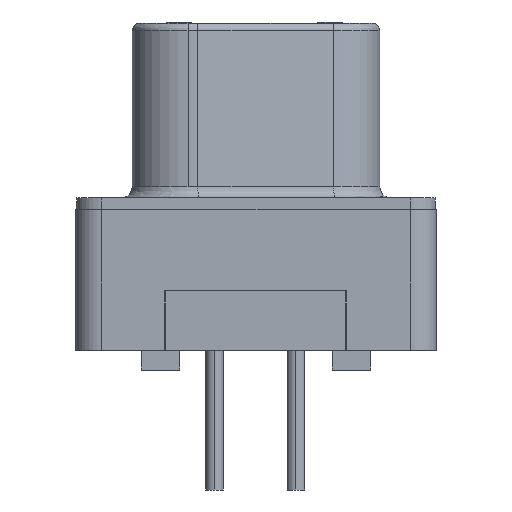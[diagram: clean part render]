
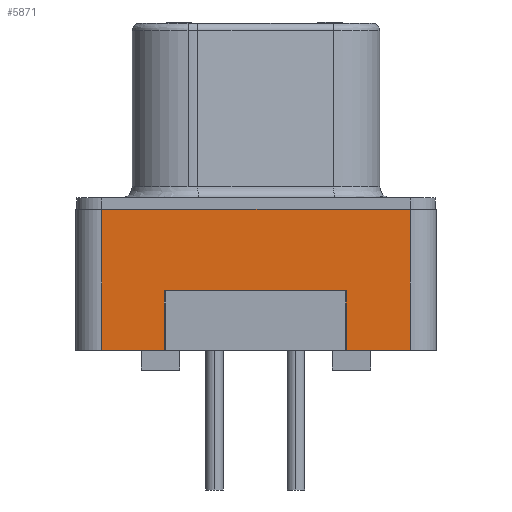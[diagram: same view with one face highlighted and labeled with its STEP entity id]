
A CAD part, left-side view. The second image highlights one B-rep face of the part: STEP entity #5871.
In plain terms, the highlighted planar face has unit normal (-1, 0, 0).
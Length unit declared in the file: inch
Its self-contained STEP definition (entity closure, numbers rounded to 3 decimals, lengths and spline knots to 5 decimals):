
#1915 = CARTESIAN_POINT ( 'NONE',  ( -0.001, 0.373, -0.21 ) ) ;
#1916 = DIRECTION ( 'NONE',  ( 0., 0., -1. ) ) ;
#1917 = VECTOR ( 'NONE', #1916, 39.37008 ) ;
#1918 = CARTESIAN_POINT ( 'NONE',  ( -0.001, 0.373, -0.21 ) ) ;
#1919 = LINE ( 'NONE', #1918, #1917 ) ;
#1920 = CARTESIAN_POINT ( 'NONE',  ( -0.001, 0.373, -0.128 ) ) ;
#1937 = CARTESIAN_POINT ( 'NONE',  ( -0.001, 0.123, -0.128 ) ) ;
#1938 = CARTESIAN_POINT ( 'NONE',  ( -0.001, 0.123, -0.21 ) ) ;
#1939 = DIRECTION ( 'NONE',  ( 0., 0., 1. ) ) ;
#1940 = VECTOR ( 'NONE', #1939, 39.37008 ) ;
#1941 = CARTESIAN_POINT ( 'NONE',  ( -0.001, 0.123, -0.21 ) ) ;
#1942 = LINE ( 'NONE', #1941, #1940 ) ;
#1978 = DIRECTION ( 'NONE',  ( 0., 0., 1. ) ) ;
#1979 = VECTOR ( 'NONE', #1978, 39.37008 ) ;
#1980 = CARTESIAN_POINT ( 'NONE',  ( -0.001, 0.459, -0.21 ) ) ;
#1981 = LINE ( 'NONE', #1980, #1979 ) ;
#1984 = CARTESIAN_POINT ( 'NONE',  ( -0.001, 0.459, -0.21 ) ) ;
#2365 = DIRECTION ( 'NONE',  ( 0., 1., 0. ) ) ;
#2366 = VECTOR ( 'NONE', #2365, 39.37008 ) ;
#2392 = CARTESIAN_POINT ( 'NONE',  ( -0.001, 0.035, -0.128 ) ) ;
#2393 = LINE ( 'NONE', #2392, #2366 ) ;
#2395 = DIRECTION ( 'NONE',  ( 0., 0., -1. ) ) ;
#2396 = VECTOR ( 'NONE', #2395, 39.37008 ) ;
#2397 = CARTESIAN_POINT ( 'NONE',  ( -0.001, 0.035, -0.21 ) ) ;
#2398 = LINE ( 'NONE', #2397, #2396 ) ;
#2399 = CARTESIAN_POINT ( 'NONE',  ( -0.001, 0.035, -0.016 ) ) ;
#2410 = CARTESIAN_POINT ( 'NONE',  ( -0.001, 0.035, -0.21 ) ) ;
#2532 = CARTESIAN_POINT ( 'NONE',  ( -0.001, 0.459, -0.016 ) ) ;
#2533 = DIRECTION ( 'NONE',  ( 0., 1., 0. ) ) ;
#2534 = VECTOR ( 'NONE', #2533, 39.37008 ) ;
#2535 = CARTESIAN_POINT ( 'NONE',  ( -0.001, 0.035, -0.21 ) ) ;
#2536 = LINE ( 'NONE', #2535, #2534 ) ;
#2537 = DIRECTION ( 'NONE',  ( 0., 1., 0. ) ) ;
#2538 = VECTOR ( 'NONE', #2537, 39.37008 ) ;
#2539 = CARTESIAN_POINT ( 'NONE',  ( -0.001, 0.035, -0.21 ) ) ;
#2540 = LINE ( 'NONE', #2539, #2538 ) ;
#2773 = DIRECTION ( 'NONE',  ( 1., 0., 0. ) ) ;
#2788 = FACE_OUTER_BOUND ( 'NONE', #5535, .T. ) ;
#2793 = PLANE ( 'NONE',  #2797 ) ;
#2796 = CARTESIAN_POINT ( 'NONE',  ( -0.001, 0.035, -0.21 ) ) ;
#2797 = AXIS2_PLACEMENT_3D ( 'NONE', #2796, #2773, #2798 ) ;
#2798 = DIRECTION ( 'NONE',  ( 0., 1., 0. ) ) ;
#2804 = DIRECTION ( 'NONE',  ( 0., 1., 0. ) ) ;
#2805 = VECTOR ( 'NONE', #2804, 39.37008 ) ;
#2806 = CARTESIAN_POINT ( 'NONE',  ( -0.001, 0.035, -0.016 ) ) ;
#2807 = LINE ( 'NONE', #2806, #2805 ) ;
#5030 = VERTEX_POINT ( 'NONE', #1984 ) ;
#5033 = EDGE_CURVE ( 'NONE', #5030, #5190, #1981, .T. ) ;
#5056 = VERTEX_POINT ( 'NONE', #1920 ) ;
#5058 = EDGE_CURVE ( 'NONE', #5056, #5059, #1919, .T. ) ;
#5059 = VERTEX_POINT ( 'NONE', #1915 ) ;
#5065 = EDGE_CURVE ( 'NONE', #5066, #5067, #1942, .T. ) ;
#5066 = VERTEX_POINT ( 'NONE', #1938 ) ;
#5067 = VERTEX_POINT ( 'NONE', #1937 ) ;
#5184 = EDGE_CURVE ( 'NONE', #5208, #5066, #2540, .T. ) ;
#5189 = EDGE_CURVE ( 'NONE', #5059, #5030, #2536, .T. ) ;
#5190 = VERTEX_POINT ( 'NONE', #2532 ) ;
#5208 = VERTEX_POINT ( 'NONE', #2410 ) ;
#5214 = VERTEX_POINT ( 'NONE', #2399 ) ;
#5216 = EDGE_CURVE ( 'NONE', #5214, #5208, #2398, .T. ) ;
#5221 = EDGE_CURVE ( 'NONE', #5067, #5056, #2393, .T. ) ;
#5535 = EDGE_LOOP ( 'NONE', ( #5872, #5873, #5874, #5875, #5877, #5878, #5879, #5880 ) ) ;
#5871 = ADVANCED_FACE ( 'NONE', ( #2788 ), #2793, .F. ) ;
#5872 = ORIENTED_EDGE ( 'NONE', *, *, #5065, .F. ) ;
#5873 = ORIENTED_EDGE ( 'NONE', *, *, #5184, .F. ) ;
#5874 = ORIENTED_EDGE ( 'NONE', *, *, #5216, .F. ) ;
#5875 = ORIENTED_EDGE ( 'NONE', *, *, #5876, .T. ) ;
#5876 = EDGE_CURVE ( 'NONE', #5214, #5190, #2807, .T. ) ;
#5877 = ORIENTED_EDGE ( 'NONE', *, *, #5033, .F. ) ;
#5878 = ORIENTED_EDGE ( 'NONE', *, *, #5189, .F. ) ;
#5879 = ORIENTED_EDGE ( 'NONE', *, *, #5058, .F. ) ;
#5880 = ORIENTED_EDGE ( 'NONE', *, *, #5221, .F. ) ;
